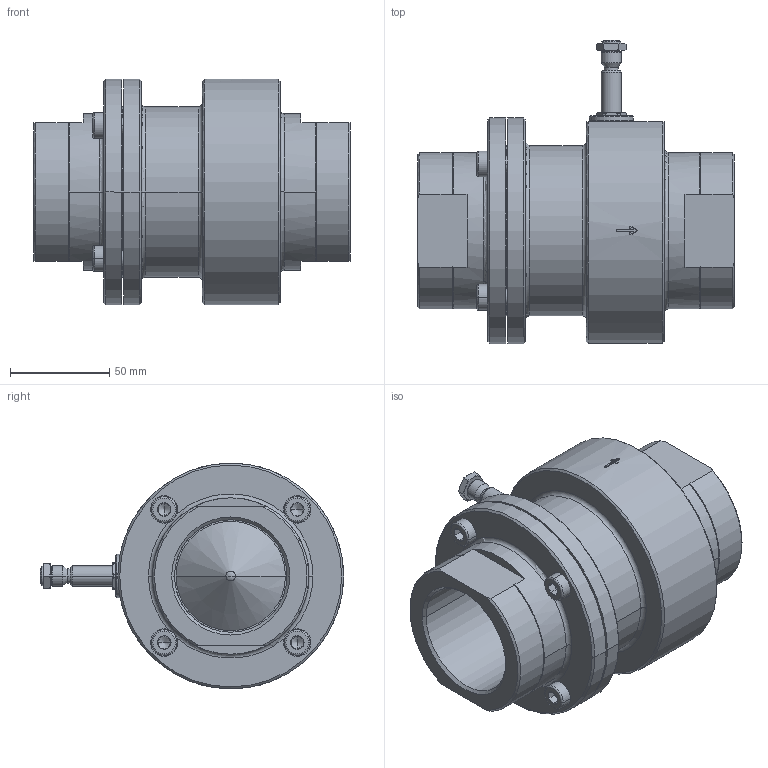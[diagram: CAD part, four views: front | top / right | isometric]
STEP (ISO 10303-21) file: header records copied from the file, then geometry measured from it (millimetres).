
FILE_DESCRIPTION((''),'2;1');
FILE_NAME('EGV-713-A79-2XX-00_ASM','2013-06-11T',('avs330'),(''),'PRO/ENGINEER BY PARAMETRIC TECHNOLOGY CORPORATION, 2010430','PRO/ENGINEER BY PARAMETRIC TECHNOLOGY CORPORATION, 2010430','');
FILE_SCHEMA(('CONFIG_CONTROL_DESIGN'));
Length unit declared in the file: millimetre
Products named in the file (7): 612919B_XGV-711X-0G9-D5000-01; 610926B_XGV-1000-000-D50BN-04; 506211B_XGV-7000-070-200-03; 505449_ZYL-SCHRAUBE_M8X16; 612801B_EAM-ANSCHL-EINH_18_B; 604614B_EAM-203-A00-000BK-00; EGV-713-A79-2XX-00_ASM
Assembly tree (9 placements, depth 2):
  EGV-713-A79-2XX-00_ASM
    612919B_XGV-711X-0G9-D5000-01
    610926B_XGV-1000-000-D50BN-04
    506211B_XGV-7000-070-200-03
    505449_ZYL-SCHRAUBE_M8X16  x4
    612801B_EAM-ANSCHL-EINH_18_B
    604614B_EAM-203-A00-000BK-00
Bounding box: 160 x 153.08 x 114 mm (x, y, z)
Volume: 694058.9 mm3; surface area: 204456.9 mm2
Topology: 12 solids, 12 shells, 885 faces, 2467 edges, 1467 vertices
Faces by surface type: plane 381, cone 281, cylinder 163, torus 40, sphere 12, bspline 8
Entity records: 28142 total; most frequent: CARTESIAN_POINT 7518, ORIENTED_EDGE 4502, DIRECTION 4313, EDGE_CURVE 2251, AXIS2_PLACEMENT_3D 1844, VERTEX_POINT 1344, CIRCLE 1032, EDGE_LOOP 865
